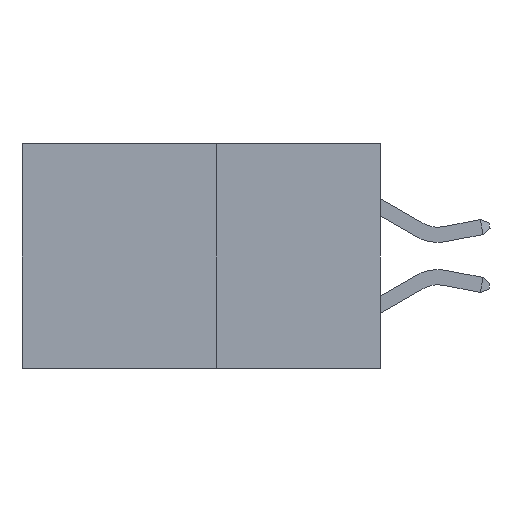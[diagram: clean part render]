
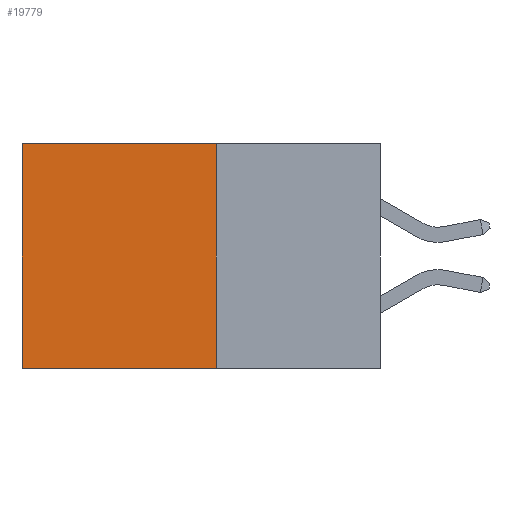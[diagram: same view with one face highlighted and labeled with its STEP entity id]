
A CAD part, left-side view. The second image highlights one B-rep face of the part: STEP entity #19779.
In plain terms, the highlighted planar face has unit normal (-1, 0, 0).
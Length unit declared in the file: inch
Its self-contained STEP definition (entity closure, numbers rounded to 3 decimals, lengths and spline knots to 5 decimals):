
#785 = CARTESIAN_POINT ( 'NONE',  ( 0.277, 0.27, -0.37 ) ) ;
#1779 = AXIS2_PLACEMENT_3D ( 'NONE', #7934, #26435, #12610 ) ;
#2028 = LINE ( 'NONE', #11632, #14589 ) ;
#2366 = CARTESIAN_POINT ( 'NONE',  ( 0.277, 0.27, -0.37 ) ) ;
#2440 = VERTEX_POINT ( 'NONE', #29720 ) ;
#3142 = EDGE_LOOP ( 'NONE', ( #22500, #15469, #4876, #14022 ) ) ;
#3182 = DIRECTION ( 'NONE',  ( 0., 1., 0. ) ) ;
#3898 = LINE ( 'NONE', #27984, #4649 ) ;
#4649 = VECTOR ( 'NONE', #11823, 39.37008 ) ;
#4876 = ORIENTED_EDGE ( 'NONE', *, *, #18848, .F. ) ;
#5058 = CARTESIAN_POINT ( 'NONE',  ( 0.277, 0.59, 0. ) ) ;
#6324 = EDGE_CURVE ( 'NONE', #11369, #7139, #2028, .T. ) ;
#7139 = VERTEX_POINT ( 'NONE', #5058 ) ;
#7360 = VECTOR ( 'NONE', #20244, 39.37008 ) ;
#7934 = CARTESIAN_POINT ( 'NONE',  ( 0.277, 0.27, -0.37 ) ) ;
#10320 = LINE ( 'NONE', #785, #15073 ) ;
#10636 = EDGE_CURVE ( 'NONE', #29142, #2440, #10320, .T. ) ;
#11369 = VERTEX_POINT ( 'NONE', #22421 ) ;
#11602 = DIRECTION ( 'NONE',  ( 0., 1., 0. ) ) ;
#11632 = CARTESIAN_POINT ( 'NONE',  ( 0.277, 0.27, 0. ) ) ;
#11823 = DIRECTION ( 'NONE',  ( 0., 0., -1. ) ) ;
#12610 = DIRECTION ( 'NONE',  ( 0., 0., -1. ) ) ;
#14022 = ORIENTED_EDGE ( 'NONE', *, *, #6324, .T. ) ;
#14589 = VECTOR ( 'NONE', #11602, 39.37008 ) ;
#15073 = VECTOR ( 'NONE', #3182, 39.37008 ) ;
#15469 = ORIENTED_EDGE ( 'NONE', *, *, #10636, .F. ) ;
#18848 = EDGE_CURVE ( 'NONE', #11369, #29142, #3898, .T. ) ;
#19779 = ADVANCED_FACE ( 'NONE', ( #26423 ), #21904, .F. ) ;
#20244 = DIRECTION ( 'NONE',  ( 0., 0., -1. ) ) ;
#21904 = PLANE ( 'NONE',  #1779 ) ;
#22421 = CARTESIAN_POINT ( 'NONE',  ( 0.277, 0.27, 0. ) ) ;
#22500 = ORIENTED_EDGE ( 'NONE', *, *, #23123, .T. ) ;
#23123 = EDGE_CURVE ( 'NONE', #7139, #2440, #25857, .T. ) ;
#25857 = LINE ( 'NONE', #29335, #7360 ) ;
#26423 = FACE_OUTER_BOUND ( 'NONE', #3142, .T. ) ;
#26435 = DIRECTION ( 'NONE',  ( 1., 0., 0. ) ) ;
#27984 = CARTESIAN_POINT ( 'NONE',  ( 0.277, 0.27, -0.37 ) ) ;
#29142 = VERTEX_POINT ( 'NONE', #2366 ) ;
#29335 = CARTESIAN_POINT ( 'NONE',  ( 0.277, 0.59, -0.37 ) ) ;
#29720 = CARTESIAN_POINT ( 'NONE',  ( 0.277, 0.59, -0.37 ) ) ;
